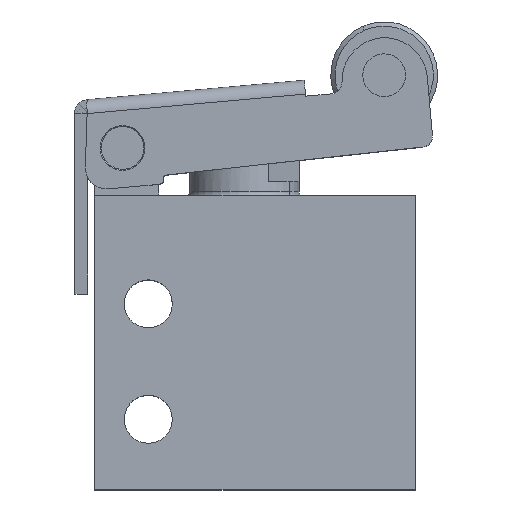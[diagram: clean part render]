
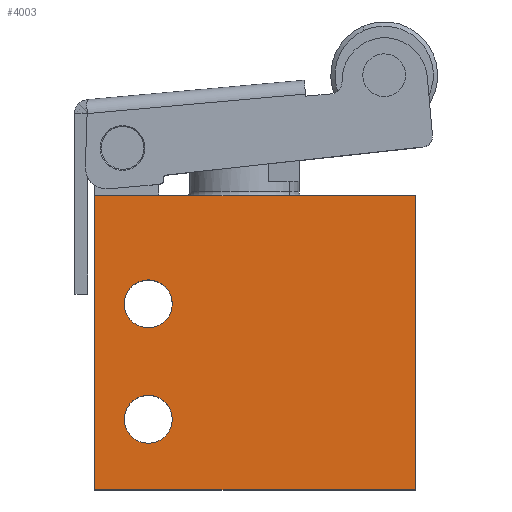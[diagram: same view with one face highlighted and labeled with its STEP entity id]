
A CAD part, top view. The second image highlights one B-rep face of the part: STEP entity #4003.
In plain terms, the highlighted planar face has unit normal (0, 0, 1).
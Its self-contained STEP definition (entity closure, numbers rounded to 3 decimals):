
#2 = DIRECTION ( 'NONE',  ( 1., 0., 0. ) ) ;
#43 = CIRCLE ( 'NONE', #1227, 2.25 ) ;
#52 = DIRECTION ( 'NONE',  ( 0., 0., 1. ) ) ;
#68 = AXIS2_PLACEMENT_3D ( 'NONE', #2157, #1779, #2190 ) ;
#230 = VERTEX_POINT ( 'NONE', #1130 ) ;
#255 = CARTESIAN_POINT ( 'NONE',  ( 0., 27.5, 15. ) ) ;
#284 = DIRECTION ( 'NONE',  ( 1., 0., 0. ) ) ;
#389 = VERTEX_POINT ( 'NONE', #557 ) ;
#472 = ORIENTED_EDGE ( 'NONE', *, *, #1654, .F. ) ;
#557 = CARTESIAN_POINT ( 'NONE',  ( 0., 0., 15. ) ) ;
#618 = CARTESIAN_POINT ( 'NONE',  ( 5., 17.4, 15. ) ) ;
#762 = DIRECTION ( 'NONE',  ( 1., 0., 0. ) ) ;
#790 = ORIENTED_EDGE ( 'NONE', *, *, #4282, .T. ) ;
#961 = CIRCLE ( 'NONE', #4243, 2.25 ) ;
#1034 = EDGE_CURVE ( 'NONE', #2573, #3606, #3742, .T. ) ;
#1061 = EDGE_LOOP ( 'NONE', ( #472, #4416, #2850, #790 ) ) ;
#1078 = FACE_BOUND ( 'NONE', #5000, .T. ) ;
#1130 = CARTESIAN_POINT ( 'NONE',  ( 30., 27.5, 15. ) ) ;
#1135 = CARTESIAN_POINT ( 'NONE',  ( 2.75, 6.6, 15. ) ) ;
#1142 = VERTEX_POINT ( 'NONE', #1194 ) ;
#1194 = CARTESIAN_POINT ( 'NONE',  ( 7.25, 6.6, 15. ) ) ;
#1207 = EDGE_CURVE ( 'NONE', #1978, #389, #4775, .T. ) ;
#1227 = AXIS2_PLACEMENT_3D ( 'NONE', #618, #2560, #2613 ) ;
#1233 = CARTESIAN_POINT ( 'NONE',  ( 5., 6.6, 15. ) ) ;
#1363 = CARTESIAN_POINT ( 'NONE',  ( 30., 0., 15. ) ) ;
#1382 = LINE ( 'NONE', #4616, #2413 ) ;
#1442 = EDGE_LOOP ( 'NONE', ( #4238, #4784 ) ) ;
#1467 = EDGE_CURVE ( 'NONE', #3606, #2573, #43, .T. ) ;
#1489 = CARTESIAN_POINT ( 'NONE',  ( 30., 27.5, 15. ) ) ;
#1552 = CIRCLE ( 'NONE', #68, 2.25 ) ;
#1643 = CARTESIAN_POINT ( 'NONE',  ( 0., 0., 15. ) ) ;
#1654 = EDGE_CURVE ( 'NONE', #1978, #230, #2181, .T. ) ;
#1688 = VECTOR ( 'NONE', #2415, 1000. ) ;
#1735 = FACE_BOUND ( 'NONE', #1442, .T. ) ;
#1770 = DIRECTION ( 'NONE',  ( 0., 1., 0. ) ) ;
#1779 = DIRECTION ( 'NONE',  ( 0., 0., 1. ) ) ;
#1889 = VECTOR ( 'NONE', #3088, 1000. ) ;
#1978 = VERTEX_POINT ( 'NONE', #255 ) ;
#2157 = CARTESIAN_POINT ( 'NONE',  ( 5., 6.6, 15. ) ) ;
#2181 = LINE ( 'NONE', #1489, #1889 ) ;
#2190 = DIRECTION ( 'NONE',  ( 1., 0., 0. ) ) ;
#2192 = ORIENTED_EDGE ( 'NONE', *, *, #4460, .F. ) ;
#2244 = DIRECTION ( 'NONE',  ( 0., 0., 1. ) ) ;
#2413 = VECTOR ( 'NONE', #762, 1000. ) ;
#2415 = DIRECTION ( 'NONE',  ( 0., -1., 0. ) ) ;
#2560 = DIRECTION ( 'NONE',  ( 0., 0., 1. ) ) ;
#2573 = VERTEX_POINT ( 'NONE', #2601 ) ;
#2601 = CARTESIAN_POINT ( 'NONE',  ( 2.75, 17.4, 15. ) ) ;
#2613 = DIRECTION ( 'NONE',  ( 1., 0., 0. ) ) ;
#2683 = VERTEX_POINT ( 'NONE', #3777 ) ;
#2758 = PLANE ( 'NONE',  #2769 ) ;
#2769 = AXIS2_PLACEMENT_3D ( 'NONE', #4242, #3926, #4634 ) ;
#2773 = AXIS2_PLACEMENT_3D ( 'NONE', #3766, #2244, #284 ) ;
#2850 = ORIENTED_EDGE ( 'NONE', *, *, #4698, .T. ) ;
#3088 = DIRECTION ( 'NONE',  ( 1., 0., 0. ) ) ;
#3483 = ORIENTED_EDGE ( 'NONE', *, *, #3975, .F. ) ;
#3606 = VERTEX_POINT ( 'NONE', #3912 ) ;
#3653 = VECTOR ( 'NONE', #1770, 1000. ) ;
#3742 = CIRCLE ( 'NONE', #2773, 2.25 ) ;
#3766 = CARTESIAN_POINT ( 'NONE',  ( 5., 17.4, 15. ) ) ;
#3777 = CARTESIAN_POINT ( 'NONE',  ( 30., 0., 15. ) ) ;
#3779 = FACE_OUTER_BOUND ( 'NONE', #1061, .T. ) ;
#3876 = VERTEX_POINT ( 'NONE', #1135 ) ;
#3912 = CARTESIAN_POINT ( 'NONE',  ( 7.25, 17.4, 15. ) ) ;
#3926 = DIRECTION ( 'NONE',  ( 0., 0., -1. ) ) ;
#3975 = EDGE_CURVE ( 'NONE', #1142, #3876, #961, .T. ) ;
#4003 = ADVANCED_FACE ( 'NONE', ( #1735, #1078, #3779 ), #2758, .F. ) ;
#4014 = LINE ( 'NONE', #1363, #3653 ) ;
#4238 = ORIENTED_EDGE ( 'NONE', *, *, #1467, .F. ) ;
#4242 = CARTESIAN_POINT ( 'NONE',  ( 0., 34.5, 15. ) ) ;
#4243 = AXIS2_PLACEMENT_3D ( 'NONE', #1233, #52, #2 ) ;
#4282 = EDGE_CURVE ( 'NONE', #2683, #230, #4014, .T. ) ;
#4416 = ORIENTED_EDGE ( 'NONE', *, *, #1207, .T. ) ;
#4460 = EDGE_CURVE ( 'NONE', #3876, #1142, #1552, .T. ) ;
#4616 = CARTESIAN_POINT ( 'NONE',  ( 0., 0., 15. ) ) ;
#4634 = DIRECTION ( 'NONE',  ( -1., 0., 0. ) ) ;
#4698 = EDGE_CURVE ( 'NONE', #389, #2683, #1382, .T. ) ;
#4775 = LINE ( 'NONE', #1643, #1688 ) ;
#4784 = ORIENTED_EDGE ( 'NONE', *, *, #1034, .F. ) ;
#5000 = EDGE_LOOP ( 'NONE', ( #3483, #2192 ) ) ;
